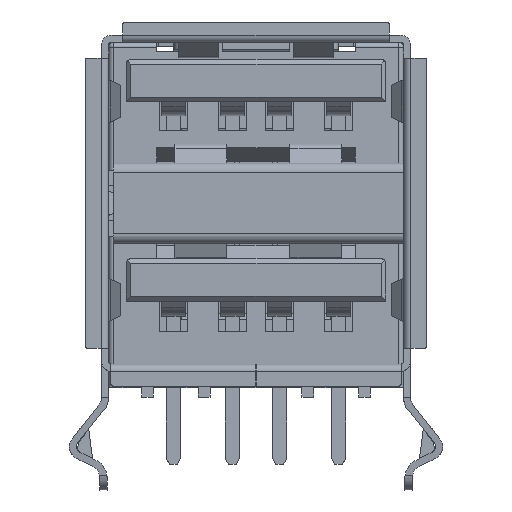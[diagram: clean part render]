
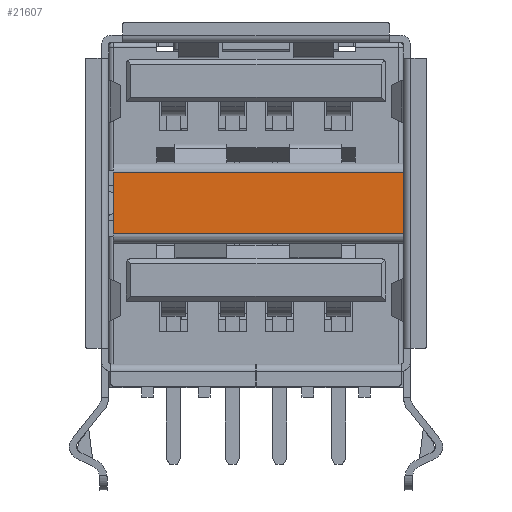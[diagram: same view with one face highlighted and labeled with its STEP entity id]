
A CAD part, front view. The second image highlights one B-rep face of the part: STEP entity #21607.
In plain terms, the highlighted planar face has unit normal (0, -1, 0).
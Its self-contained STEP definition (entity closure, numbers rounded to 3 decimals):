
#2849=LINE('',#36140,#5283);
#2857=LINE('',#36162,#5291);
#2913=LINE('',#36258,#5347);
#2915=LINE('',#36261,#5349);
#5283=VECTOR('',#29705,1000.);
#5291=VECTOR('',#29725,1000.);
#5347=VECTOR('',#29803,1000.);
#5349=VECTOR('',#29807,1000.);
#11278=ORIENTED_EDGE('',*,*,#14714,.F.);
#11279=ORIENTED_EDGE('',*,*,#14777,.F.);
#11280=ORIENTED_EDGE('',*,*,#14702,.T.);
#11281=ORIENTED_EDGE('',*,*,#14775,.T.);
#14702=EDGE_CURVE('',#16889,#16888,#2849,.T.);
#14714=EDGE_CURVE('',#16896,#16897,#2857,.T.);
#14775=EDGE_CURVE('',#16888,#16897,#2913,.T.);
#14777=EDGE_CURVE('',#16889,#16896,#2915,.T.);
#16888=VERTEX_POINT('',#36139);
#16889=VERTEX_POINT('',#36141);
#16896=VERTEX_POINT('',#36161);
#16897=VERTEX_POINT('',#36163);
#18609=EDGE_LOOP('',(#11278,#11279,#11280,#11281));
#19771=FACE_BOUND('',#18609,.T.);
#20526=PLANE('',#24004);
#21607=ADVANCED_FACE('',(#19771),#20526,.T.);
#24004=AXIS2_PLACEMENT_3D('',#36260,#29805,#29806);
#29705=DIRECTION('',(0.,0.,-1.));
#29725=DIRECTION('',(0.,0.,-1.));
#29803=DIRECTION('',(1.,0.,0.));
#29805=DIRECTION('',(0.,-1.,0.));
#29806=DIRECTION('',(0.,0.,-1.));
#29807=DIRECTION('',(1.,0.,0.));
#36139=CARTESIAN_POINT('',(-6.15,-8.6,-1.3));
#36140=CARTESIAN_POINT('',(-6.15,-8.6,1.4));
#36141=CARTESIAN_POINT('',(-6.15,-8.6,1.3));
#36161=CARTESIAN_POINT('',(6.15,-8.6,1.3));
#36162=CARTESIAN_POINT('',(6.15,-8.6,1.4));
#36163=CARTESIAN_POINT('',(6.15,-8.6,-1.3));
#36258=CARTESIAN_POINT('',(-6.15,-8.6,-1.3));
#36260=CARTESIAN_POINT('',(-6.15,-8.6,1.4));
#36261=CARTESIAN_POINT('',(-6.15,-8.6,1.3));
